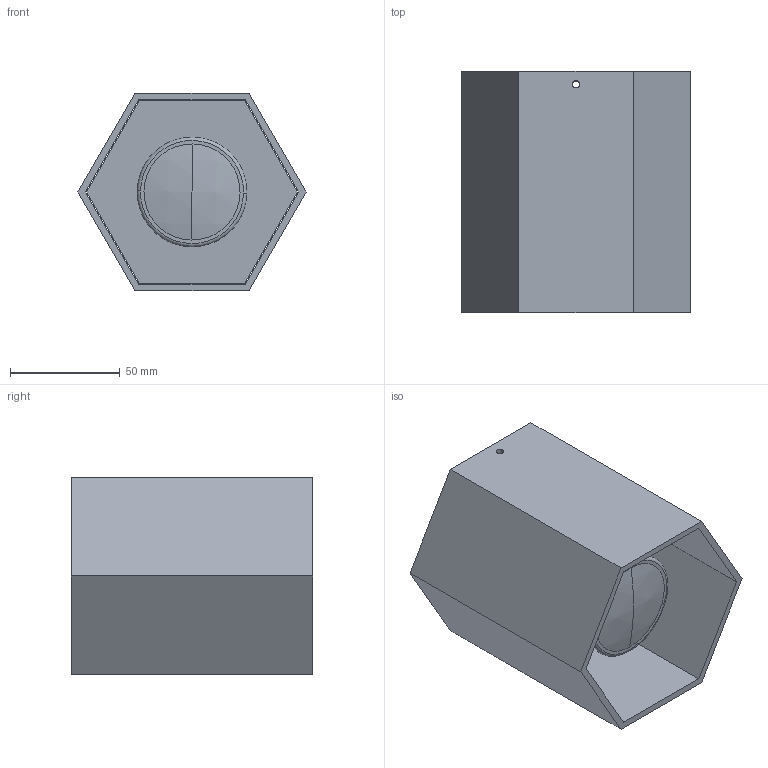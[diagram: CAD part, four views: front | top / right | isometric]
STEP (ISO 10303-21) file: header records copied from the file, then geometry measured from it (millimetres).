
FILE_DESCRIPTION (( 'STEP AP214' ), '1' );
FILE_NAME ('LBL251.STEP', '2021-11-26T06:12:08', ( 'GH' ), ( 'Microsoft' ), 'SwSTEP 2.0', 'SolidWorks 2013', '' );
FILE_SCHEMA (( 'AUTOMOTIVE_DESIGN' ));
Length unit declared in the file: millimetre
Products named in the file (5): GU10腑芛+腑邐; GU-10; GU10腑芛-湍窪伎綴裔; 柲階腑芠; LBL251
Assembly tree (4 placements, depth 3):
  LBL251
    柲階腑芠
    GU10腑芛+腑邐
      GU10腑芛-湍窪伎綴裔
      GU-10
Bounding box: 103.92 x 110 x 90 mm (x, y, z)
Volume: 160226.7 mm3; surface area: 94719.2 mm2
Topology: 4 solids, 4 shells, 192 faces, 492 edges, 319 vertices
Faces by surface type: plane 86, cylinder 73, cone 20, torus 11, sphere 2
Entity records: 8084 total; most frequent: CARTESIAN_POINT 1419, DIRECTION 1035, ORIENTED_EDGE 984, EDGE_CURVE 492, AXIS2_PLACEMENT_3D 407, VERTEX_POINT 319, VECTOR 221, LINE 221
